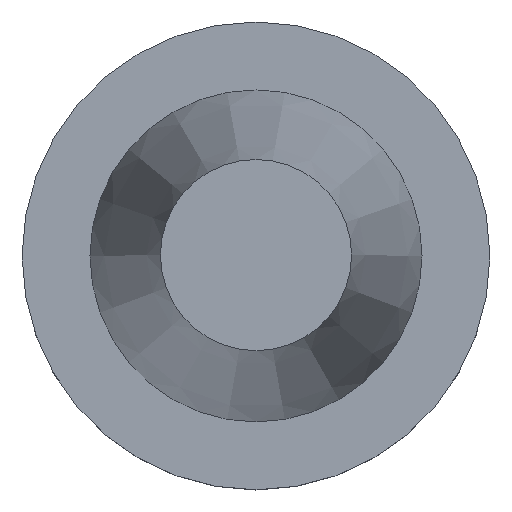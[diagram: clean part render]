
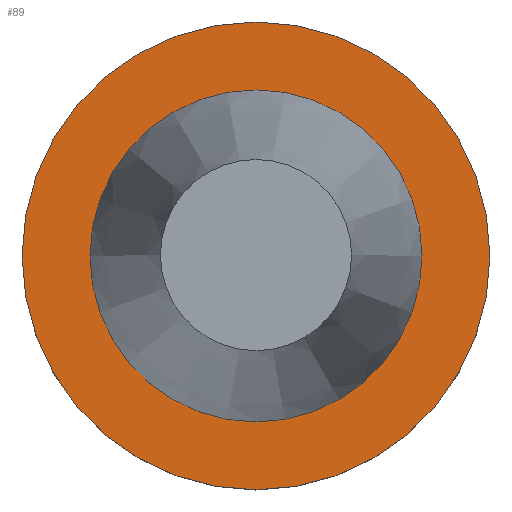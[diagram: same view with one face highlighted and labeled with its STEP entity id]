
A CAD part, top view. The second image highlights one B-rep face of the part: STEP entity #89.
In plain terms, the highlighted planar face has unit normal (0, 0, 1).
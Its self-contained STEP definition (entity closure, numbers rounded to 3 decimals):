
#7 = CIRCLE ( 'NONE', #98, 49.215 ) ;
#8 = ORIENTED_EDGE ( 'NONE', *, *, #253, .T. ) ;
#9 = DIRECTION ( 'NONE',  ( 0., 0., 1. ) ) ;
#12 = AXIS2_PLACEMENT_3D ( 'NONE', #382, #107, #335 ) ;
#19 = CARTESIAN_POINT ( 'NONE',  ( 0., 0., -1.5 ) ) ;
#33 = AXIS2_PLACEMENT_3D ( 'NONE', #355, #9, #218 ) ;
#54 = DIRECTION ( 'NONE',  ( 1., 0., 0. ) ) ;
#60 = CARTESIAN_POINT ( 'NONE',  ( 34.925, 0., -1.5 ) ) ;
#89 = ADVANCED_FACE ( 'NONE', ( #377, #311 ), #167, .F. ) ;
#98 = AXIS2_PLACEMENT_3D ( 'NONE', #19, #210, #54 ) ;
#107 = DIRECTION ( 'NONE',  ( 0., 0., -1. ) ) ;
#167 = PLANE ( 'NONE',  #12 ) ;
#186 = EDGE_LOOP ( 'NONE', ( #308 ) ) ;
#210 = DIRECTION ( 'NONE',  ( 0., 0., 1. ) ) ;
#218 = DIRECTION ( 'NONE',  ( 1., 0., 0. ) ) ;
#247 = VERTEX_POINT ( 'NONE', #60 ) ;
#253 = EDGE_CURVE ( 'NONE', #370, #370, #7, .T. ) ;
#282 = EDGE_CURVE ( 'NONE', #247, #247, #342, .T. ) ;
#300 = CARTESIAN_POINT ( 'NONE',  ( 49.215, 0., -1.5 ) ) ;
#308 = ORIENTED_EDGE ( 'NONE', *, *, #282, .F. ) ;
#311 = FACE_OUTER_BOUND ( 'NONE', #314, .T. ) ;
#314 = EDGE_LOOP ( 'NONE', ( #8 ) ) ;
#335 = DIRECTION ( 'NONE',  ( -1., 0., 0. ) ) ;
#342 = CIRCLE ( 'NONE', #33, 34.925 ) ;
#355 = CARTESIAN_POINT ( 'NONE',  ( 0., 0., -1.5 ) ) ;
#370 = VERTEX_POINT ( 'NONE', #300 ) ;
#377 = FACE_BOUND ( 'NONE', #186, .T. ) ;
#382 = CARTESIAN_POINT ( 'NONE',  ( 0., 49.215, -1.5 ) ) ;
